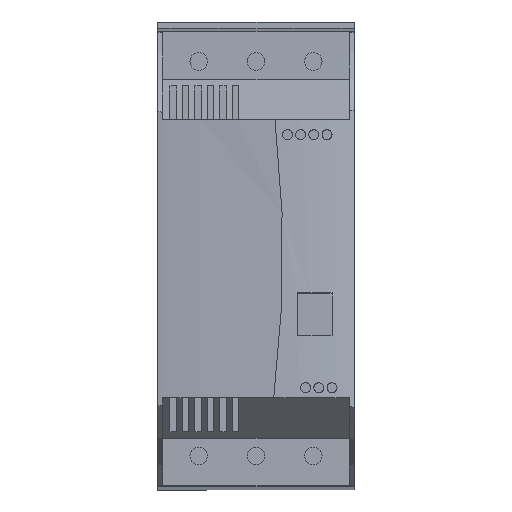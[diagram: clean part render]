
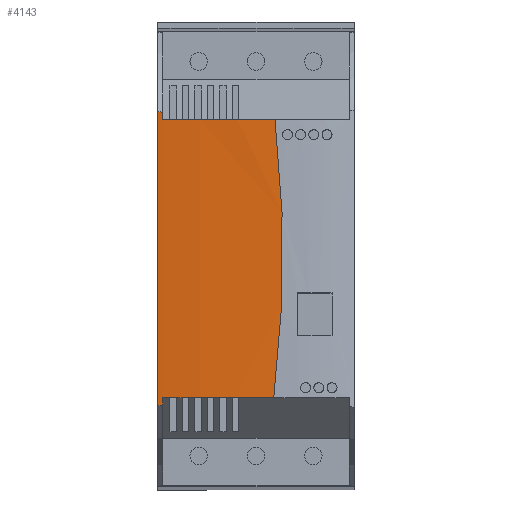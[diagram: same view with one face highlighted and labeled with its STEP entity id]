
A CAD part, top view. The second image highlights one B-rep face of the part: STEP entity #4143.
In plain terms, the highlighted cylindrical face has radius 384.887 mm (diameter 769.774 mm), a partial arc.
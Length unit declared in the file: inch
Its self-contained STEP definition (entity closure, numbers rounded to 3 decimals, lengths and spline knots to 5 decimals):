
#93 = ORIENTED_EDGE ( 'NONE', *, *, #6324, .T. ) ;
#135 = VERTEX_POINT ( 'NONE', #3909 ) ;
#145 = ORIENTED_EDGE ( 'NONE', *, *, #407, .T. ) ;
#173 = VERTEX_POINT ( 'NONE', #2732 ) ;
#202 = EDGE_CURVE ( 'NONE', #3698, #173, #2708, .T. ) ;
#292 = CARTESIAN_POINT ( 'NONE',  ( 0.36139, 2.01987, -8.72043 ) ) ;
#336 = CARTESIAN_POINT ( 'NONE',  ( 0.34163, 1.65547, 6.43266 ) ) ;
#383 = ORIENTED_EDGE ( 'NONE', *, *, #1132, .T. ) ;
#389 = CARTESIAN_POINT ( 'NONE',  ( 0.37307, -1.45786, 6.43261 ) ) ;
#407 = EDGE_CURVE ( 'NONE', #4562, #173, #4046, .T. ) ;
#488 = VECTOR ( 'NONE', #5748, 39.37008 ) ;
#660 = EDGE_CURVE ( 'NONE', #2310, #3698, #3798, .T. ) ;
#734 = CARTESIAN_POINT ( 'NONE',  ( -1.55512, 2.14895, 6.31092 ) ) ;
#886 = EDGE_CURVE ( 'NONE', #952, #6485, #4977, .T. ) ;
#898 = CARTESIAN_POINT ( 'NONE',  ( 0.40428, 0.7407, 6.43255 ) ) ;
#952 = VERTEX_POINT ( 'NONE', #3476 ) ;
#1044 = VECTOR ( 'NONE', #2048, 39.37008 ) ;
#1053 = LINE ( 'NONE', #4108, #6234 ) ;
#1132 = EDGE_CURVE ( 'NONE', #6485, #5851, #3215, .T. ) ;
#1239 = CARTESIAN_POINT ( 'NONE',  ( -1.47638, 2.13717, 6.32075 ) ) ;
#1340 = CARTESIAN_POINT ( 'NONE',  ( 0.32376, -2.00594, 6.43257 ) ) ;
#1348 = AXIS2_PLACEMENT_3D ( 'NONE', #292, #4324, #5327 ) ;
#1674 = AXIS2_PLACEMENT_3D ( 'NONE', #1740, #4712, #3724 ) ;
#1740 = CARTESIAN_POINT ( 'NONE',  ( 0.36139, 3.57401, -8.72043 ) ) ;
#1876 = CARTESIAN_POINT ( 'NONE',  ( 0.29889, 2.01987, 6.43248 ) ) ;
#1881 = ORIENTED_EDGE ( 'NONE', *, *, #4012, .T. ) ;
#1972 = ORIENTED_EDGE ( 'NONE', *, *, #660, .F. ) ;
#2048 = DIRECTION ( 'NONE',  ( 0., 1., 0. ) ) ;
#2310 = VERTEX_POINT ( 'NONE', #5589 ) ;
#2348 = CARTESIAN_POINT ( 'NONE',  ( 0.42114, -0.5426, 6.43249 ) ) ;
#2367 = CARTESIAN_POINT ( 'NONE',  ( 0.28078, -2.37026, 6.4324 ) ) ;
#2371 = CARTESIAN_POINT ( 'NONE',  ( 0.40855, -0.90898, 6.43256 ) ) ;
#2705 = CARTESIAN_POINT ( 'NONE',  ( -1.55512, -2.49934, 6.31092 ) ) ;
#2708 = B_SPLINE_CURVE_WITH_KNOTS ( 'NONE', 3,
 ( #734, #4689, #4262, #1239 ),
 .UNSPECIFIED., .F., .F.,
 ( 4, 4 ),
 ( 0., 1. ),
 .UNSPECIFIED. ) ;
#2732 = CARTESIAN_POINT ( 'NONE',  ( -1.47638, 2.13717, 6.32075 ) ) ;
#2876 = CARTESIAN_POINT ( 'NONE',  ( 0.36139, -2.37026, -8.72043 ) ) ;
#3215 = B_SPLINE_CURVE_WITH_KNOTS ( 'NONE', 3,
 ( #4351, #4917, #1340, #5907, #389, #2371, #2348, #4894, #4845, #5849, #898, #5951, #336, #1876 ),
 .UNSPECIFIED., .F., .F.,
 ( 4, 2, 2, 2, 2, 2, 4 ),
 ( 0., 0.01398, 0.02795, 0.0559, 0.06988, 0.08385, 0.1118 ),
 .UNSPECIFIED. ) ;
#3226 = CARTESIAN_POINT ( 'NONE',  ( -1.55512, -43.00109, 6.31092 ) ) ;
#3270 = AXIS2_PLACEMENT_3D ( 'NONE', #2876, #3381, #5467 ) ;
#3296 = CARTESIAN_POINT ( 'NONE',  ( -1.50253, -2.49141, 6.31756 ) ) ;
#3309 = CARTESIAN_POINT ( 'NONE',  ( 0.29889, 2.01987, 6.43248 ) ) ;
#3381 = DIRECTION ( 'NONE',  ( 0., 1., 0. ) ) ;
#3476 = CARTESIAN_POINT ( 'NONE',  ( -1.47638, -2.37026, 6.32075 ) ) ;
#3496 = CYLINDRICAL_SURFACE ( 'NONE', #1674, 15.15304 ) ;
#3518 = CIRCLE ( 'NONE', #1348, 15.15304 ) ;
#3656 = FACE_OUTER_BOUND ( 'NONE', #5422, .T. ) ;
#3698 = VERTEX_POINT ( 'NONE', #5326 ) ;
#3724 = DIRECTION ( 'NONE',  ( 0., 0., -1. ) ) ;
#3798 = LINE ( 'NONE', #3226, #488 ) ;
#3909 = CARTESIAN_POINT ( 'NONE',  ( -1.47638, -2.48757, 6.32075 ) ) ;
#4012 = EDGE_CURVE ( 'NONE', #135, #952, #1053, .T. ) ;
#4046 = LINE ( 'NONE', #6479, #1044 ) ;
#4108 = CARTESIAN_POINT ( 'NONE',  ( -1.47638, 3.57401, 6.32075 ) ) ;
#4143 = ADVANCED_FACE ( 'NONE', ( #3656 ), #3496, .T. ) ;
#4257 = ORIENTED_EDGE ( 'NONE', *, *, #4496, .T. ) ;
#4262 = CARTESIAN_POINT ( 'NONE',  ( -1.50258, 2.14102, 6.31755 ) ) ;
#4324 = DIRECTION ( 'NONE',  ( 0., -1., 0. ) ) ;
#4351 = CARTESIAN_POINT ( 'NONE',  ( 0.28078, -2.37026, 6.4324 ) ) ;
#4496 = EDGE_CURVE ( 'NONE', #2310, #135, #5734, .T. ) ;
#4541 = ORIENTED_EDGE ( 'NONE', *, *, #202, .F. ) ;
#4562 = VERTEX_POINT ( 'NONE', #4880 ) ;
#4689 = CARTESIAN_POINT ( 'NONE',  ( -1.52883, 2.14494, 6.31428 ) ) ;
#4712 = DIRECTION ( 'NONE',  ( 0., -1., 0. ) ) ;
#4845 = CARTESIAN_POINT ( 'NONE',  ( 0.4214, 0.19106, 6.43249 ) ) ;
#4880 = CARTESIAN_POINT ( 'NONE',  ( -1.47638, 2.01987, 6.32075 ) ) ;
#4894 = CARTESIAN_POINT ( 'NONE',  ( 0.42341, 0.00765, 6.43248 ) ) ;
#4917 = CARTESIAN_POINT ( 'NONE',  ( 0.30365, -2.18824, 6.43252 ) ) ;
#4977 = CIRCLE ( 'NONE', #3270, 15.15304 ) ;
#5279 = CARTESIAN_POINT ( 'NONE',  ( -1.52878, -2.49533, 6.31428 ) ) ;
#5326 = CARTESIAN_POINT ( 'NONE',  ( -1.55512, 2.14895, 6.31092 ) ) ;
#5327 = DIRECTION ( 'NONE',  ( 0., 0., -1. ) ) ;
#5422 = EDGE_LOOP ( 'NONE', ( #6293, #383, #93, #145, #4541, #1972, #4257, #1881 ) ) ;
#5467 = DIRECTION ( 'NONE',  ( 0., 0., -1. ) ) ;
#5589 = CARTESIAN_POINT ( 'NONE',  ( -1.55512, -2.49934, 6.31092 ) ) ;
#5734 = B_SPLINE_CURVE_WITH_KNOTS ( 'NONE', 3,
 ( #2705, #5279, #3296, #6233 ),
 .UNSPECIFIED., .F., .F.,
 ( 4, 4 ),
 ( 0., 1. ),
 .UNSPECIFIED. ) ;
#5748 = DIRECTION ( 'NONE',  ( 0., 1., 0. ) ) ;
#5849 = CARTESIAN_POINT ( 'NONE',  ( 0.41183, 0.55756, 6.43253 ) ) ;
#5851 = VERTEX_POINT ( 'NONE', #3309 ) ;
#5907 = CARTESIAN_POINT ( 'NONE',  ( 0.35847, -1.64076, 6.43262 ) ) ;
#5951 = CARTESIAN_POINT ( 'NONE',  ( 0.37334, 1.28977, 6.43262 ) ) ;
#6205 = DIRECTION ( 'NONE',  ( 0., 1., 0. ) ) ;
#6233 = CARTESIAN_POINT ( 'NONE',  ( -1.47638, -2.48757, 6.32075 ) ) ;
#6234 = VECTOR ( 'NONE', #6205, 39.37008 ) ;
#6293 = ORIENTED_EDGE ( 'NONE', *, *, #886, .T. ) ;
#6324 = EDGE_CURVE ( 'NONE', #5851, #4562, #3518, .T. ) ;
#6479 = CARTESIAN_POINT ( 'NONE',  ( -1.47638, 3.57401, 6.32075 ) ) ;
#6485 = VERTEX_POINT ( 'NONE', #2367 ) ;
